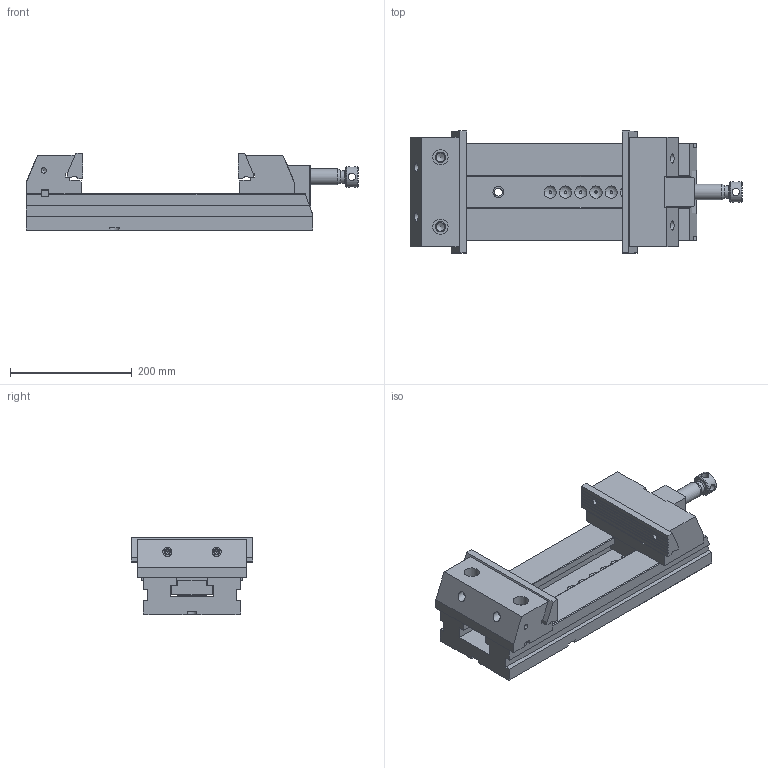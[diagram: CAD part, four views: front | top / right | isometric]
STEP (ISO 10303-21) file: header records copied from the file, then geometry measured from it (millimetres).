
FILE_DESCRIPTION(/* description */ (''),/* implementation_level */ '2;1');
FILE_NAME(/* name */ 'PRD_200_Mordaza.stp',/* time_stamp */ '2014-05-24T10:43:40+02:00',/* author */ (''),/* organization */ (''),/* preprocessor_version */ 'ST-DEVELOPER v15',/* originating_system */ 'SIEMENS PLM Software NX 9.0',/* authorisation */ '');
FILE_SCHEMA (('CONFIG_CONTROL_DESIGN'));
Length unit declared in the file: millimetre
Products named in the file (1): PRD_200_Mordaza
Bounding box: 544.42 x 200 x 126.95 mm (x, y, z)
Volume: 5526545.3 mm3; surface area: 589565.2 mm2
Topology: 11 solids, 11 shells, 464 faces, 1281 edges, 851 vertices
Faces by surface type: plane 280, cylinder 126, cone 44, bspline 10, torus 3, sphere 1
Full cylindrical faces by diameter (mm): 4.351 x1, 5.188 x5, 6.985 x4, 8.5 x4, 8.782 x6, 10 x4, 10.579 x3, 12 x4, 12.376 x2, 13 x5, 14.376 x2, 15 x6, 16 x2, 16.5 x1, 17 x2, 18 x2, 19 x3, 20 x3, 21.25 x1, 23 x2, 25 x2, 26 x1, 30 x2, 33.8 x1, 34 x3
Entity records: 14410 total; most frequent: CARTESIAN_POINT 3274, DIRECTION 2206, ORIENTED_EDGE 2136, EDGE_CURVE 1068, VERTEX_POINT 791, AXIS2_PLACEMENT_3D 739, LINE 728, VECTOR 728
